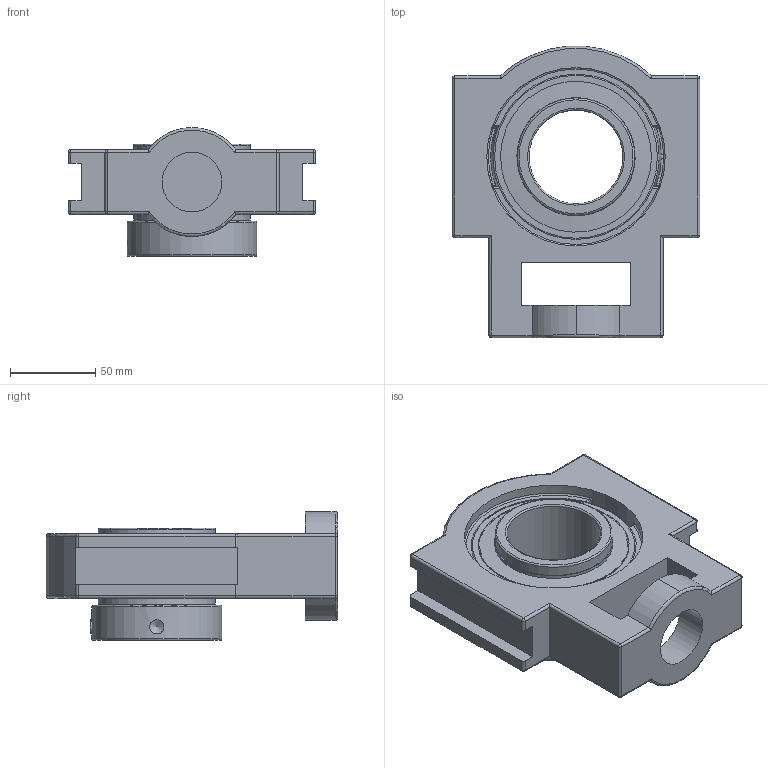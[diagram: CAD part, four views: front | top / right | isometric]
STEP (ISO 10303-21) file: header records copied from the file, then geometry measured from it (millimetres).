
FILE_DESCRIPTION(('HOOPS Exchange Step'),'2;1');
FILE_NAME('export-72C8CB9A-DA2A-4EF8-A1F9-1A5022BE33AF.stp','2020-05-20T10:13:10-07:00',('dkerr'),('Alibre'),'HOOPS Exchange 2020.0','Alibre','Unknown authorisation');
FILE_SCHEMA( ('AP242_MANAGED_MODEL_BASED_3D_ENGINEERING_MIM_LF {1 0 10303 442 1 1 4 }') );
Length unit declared in the file: inch
Products named in the file (8): MRN STM 211 L4L; SNC 211 (Ball Bearing); SNC 211 (Shield); SNC 211 (Setscrew); SNC 211 (Collar); SNC 211 L4L (55mm) (Race); MRN SNC 211 L4L (55mm); MRN SNCSTM 211 L4L (55mm)
Assembly tree (8 placements, depth 3):
  MRN SNCSTM 211 L4L (55mm)
    MRN STM 211 L4L
    MRN SNC 211 L4L (55mm)
      SNC 211 (Ball Bearing)
      SNC 211 (Shield)  x2
      SNC 211 (Setscrew)
      SNC 211 (Collar)
      SNC 211 L4L (55mm) (Race)
Bounding box: 145 x 170.77 x 75.6 mm (x, y, z)
Volume: 542240.1 mm3; surface area: 140196.7 mm2
Topology: 17 solids, 17 shells, 185 faces, 485 edges, 297 vertices
Faces by surface type: cylinder 68, plane 54, sphere 29, torus 20, cone 10, bspline 4
Full cylindrical faces by diameter (mm): 8.382 x3, 35 x1, 55 x2, 64.973 x2, 68.58 x4, 69.342 x2, 76.2 x1, 87.884 x2, 88.392 x2, 104.56 x2, 110.1 x1
Entity records: 7464 total; most frequent: CARTESIAN_POINT 2911, DIRECTION 989, ORIENTED_EDGE 852, EDGE_CURVE 426, AXIS2_PLACEMENT_3D 408, VERTEX_POINT 283, CIRCLE 206, EDGE_LOOP 197
